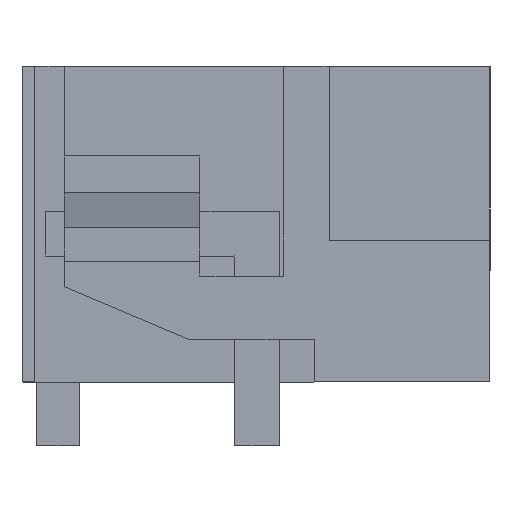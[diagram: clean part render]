
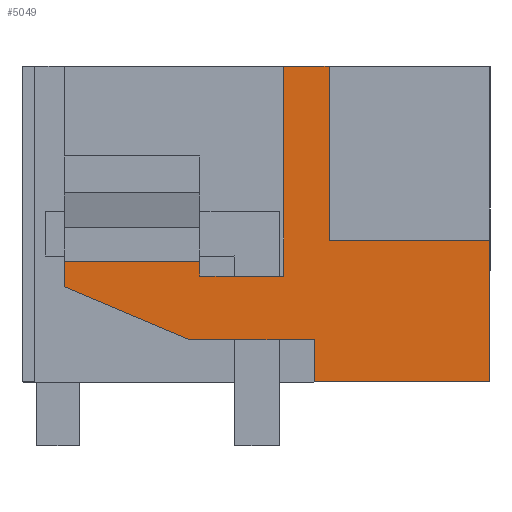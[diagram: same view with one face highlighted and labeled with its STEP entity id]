
A CAD part, left-side view. The second image highlights one B-rep face of the part: STEP entity #5049.
In plain terms, the highlighted planar face has unit normal (-1, 0, 0).
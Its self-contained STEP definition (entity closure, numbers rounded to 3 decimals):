
#4975=AXIS2_PLACEMENT_3D('Plane Axis2P3D',#4972,#4973,#4974) ;
#2521=CARTESIAN_POINT('Vertex',(0.,4.875,8.95)) ;
#2524=CARTESIAN_POINT('Line Origine',(0.,4.338,8.95)) ;
#2528=CARTESIAN_POINT('Vertex',(0.,3.8,8.95)) ;
#3117=CARTESIAN_POINT('Vertex',(0.,0.,1.5)) ;
#3120=CARTESIAN_POINT('Line Origine',(0.,2.075,1.5)) ;
#3124=CARTESIAN_POINT('Vertex',(0.,4.15,1.5)) ;
#4778=CARTESIAN_POINT('Vertex',(0.,10.05,3.75)) ;
#4781=CARTESIAN_POINT('Line Origine',(0.,10.05,4.05)) ;
#4785=CARTESIAN_POINT('Vertex',(0.,10.05,4.35)) ;
#4957=CARTESIAN_POINT('Vertex',(0.,4.875,4.)) ;
#4960=CARTESIAN_POINT('Line Origine',(0.,4.875,6.475)) ;
#4972=CARTESIAN_POINT('Axis2P3D Location',(0.,11.05,-1.7)) ;
#4977=CARTESIAN_POINT('Line Origine',(0.,5.863,4.)) ;
#4981=CARTESIAN_POINT('Vertex',(0.,6.85,4.)) ;
#4984=CARTESIAN_POINT('Line Origine',(0.,6.85,4.175)) ;
#4988=CARTESIAN_POINT('Vertex',(0.,6.85,4.35)) ;
#4991=CARTESIAN_POINT('Line Origine',(0.,8.45,4.35)) ;
#4996=CARTESIAN_POINT('Line Origine',(0.,8.571,3.123)) ;
#5000=CARTESIAN_POINT('Vertex',(0.,7.092,2.497)) ;
#5003=CARTESIAN_POINT('Line Origine',(0.,5.621,2.497)) ;
#5007=CARTESIAN_POINT('Vertex',(0.,4.15,2.497)) ;
#5010=CARTESIAN_POINT('Line Origine',(0.,4.15,1.998)) ;
#5015=CARTESIAN_POINT('Line Origine',(0.,0.,3.175)) ;
#5019=CARTESIAN_POINT('Vertex',(0.,0.,4.85)) ;
#5022=CARTESIAN_POINT('Line Origine',(0.,1.9,4.85)) ;
#5026=CARTESIAN_POINT('Vertex',(0.,3.8,4.85)) ;
#5029=CARTESIAN_POINT('Line Origine',(0.,3.8,6.9)) ;
#2525=DIRECTION('Vector Direction',(0.,-1.,0.)) ;
#3121=DIRECTION('Vector Direction',(0.,1.,0.)) ;
#4782=DIRECTION('Vector Direction',(0.,0.,-1.)) ;
#4961=DIRECTION('Vector Direction',(0.,0.,1.)) ;
#4973=DIRECTION('Axis2P3D Direction',(-1.,0.,0.)) ;
#4974=DIRECTION('Axis2P3D XDirection',(0.,-1.,0.)) ;
#4978=DIRECTION('Vector Direction',(0.,1.,0.)) ;
#4985=DIRECTION('Vector Direction',(0.,0.,1.)) ;
#4992=DIRECTION('Vector Direction',(0.,1.,0.)) ;
#4997=DIRECTION('Vector Direction',(0.,0.921,0.39)) ;
#5004=DIRECTION('Vector Direction',(0.,-1.,0.)) ;
#5011=DIRECTION('Vector Direction',(0.,0.,-1.)) ;
#5016=DIRECTION('Vector Direction',(0.,0.,-1.)) ;
#5023=DIRECTION('Vector Direction',(0.,1.,0.)) ;
#5030=DIRECTION('Vector Direction',(0.,0.,-1.)) ;
#2526=VECTOR('Line Direction',#2525,1.) ;
#3122=VECTOR('Line Direction',#3121,1.) ;
#4783=VECTOR('Line Direction',#4782,1.) ;
#4962=VECTOR('Line Direction',#4961,1.) ;
#4979=VECTOR('Line Direction',#4978,1.) ;
#4986=VECTOR('Line Direction',#4985,1.) ;
#4993=VECTOR('Line Direction',#4992,1.) ;
#4998=VECTOR('Line Direction',#4997,1.) ;
#5005=VECTOR('Line Direction',#5004,1.) ;
#5012=VECTOR('Line Direction',#5011,1.) ;
#5017=VECTOR('Line Direction',#5016,1.) ;
#5024=VECTOR('Line Direction',#5023,1.) ;
#5031=VECTOR('Line Direction',#5030,1.) ;
#5035=ORIENTED_EDGE('',*,*,#2530,.T.) ;
#5036=ORIENTED_EDGE('',*,*,#4964,.T.) ;
#5037=ORIENTED_EDGE('',*,*,#4983,.T.) ;
#5038=ORIENTED_EDGE('',*,*,#4990,.T.) ;
#5039=ORIENTED_EDGE('',*,*,#4995,.T.) ;
#5040=ORIENTED_EDGE('',*,*,#4787,.T.) ;
#5041=ORIENTED_EDGE('',*,*,#5002,.T.) ;
#5042=ORIENTED_EDGE('',*,*,#5009,.T.) ;
#5043=ORIENTED_EDGE('',*,*,#5014,.T.) ;
#5044=ORIENTED_EDGE('',*,*,#3126,.T.) ;
#5045=ORIENTED_EDGE('',*,*,#5021,.T.) ;
#5046=ORIENTED_EDGE('',*,*,#5028,.F.) ;
#5047=ORIENTED_EDGE('',*,*,#5033,.F.) ;
#5049=ADVANCED_FACE('HOUSING',(#5048),#4976,.T.) ;
#2530=EDGE_CURVE('',#2529,#2522,#2527,.F.) ;
#3126=EDGE_CURVE('',#3125,#3118,#3123,.F.) ;
#4787=EDGE_CURVE('',#4786,#4779,#4784,.T.) ;
#4964=EDGE_CURVE('',#2522,#4958,#4963,.F.) ;
#4983=EDGE_CURVE('',#4958,#4982,#4980,.T.) ;
#4990=EDGE_CURVE('',#4982,#4989,#4987,.T.) ;
#4995=EDGE_CURVE('',#4989,#4786,#4994,.T.) ;
#5002=EDGE_CURVE('',#4779,#5001,#4999,.F.) ;
#5009=EDGE_CURVE('',#5001,#5008,#5006,.T.) ;
#5014=EDGE_CURVE('',#5008,#3125,#5013,.T.) ;
#5021=EDGE_CURVE('',#3118,#5020,#5018,.F.) ;
#5028=EDGE_CURVE('',#5027,#5020,#5025,.F.) ;
#5033=EDGE_CURVE('',#2529,#5027,#5032,.T.) ;
#5034=EDGE_LOOP('',(#5035,#5036,#5037,#5038,#5039,#5040,#5041,#5042,#5043,#5044,#5045,#5046,#5047)) ;
#5048=FACE_OUTER_BOUND('',#5034,.T.) ;
#2527=LINE('Line',#2524,#2526) ;
#3123=LINE('Line',#3120,#3122) ;
#4784=LINE('Line',#4781,#4783) ;
#4963=LINE('Line',#4960,#4962) ;
#4980=LINE('Line',#4977,#4979) ;
#4987=LINE('Line',#4984,#4986) ;
#4994=LINE('Line',#4991,#4993) ;
#4999=LINE('Line',#4996,#4998) ;
#5006=LINE('Line',#5003,#5005) ;
#5013=LINE('Line',#5010,#5012) ;
#5018=LINE('Line',#5015,#5017) ;
#5025=LINE('Line',#5022,#5024) ;
#5032=LINE('Line',#5029,#5031) ;
#4976=PLANE('',#4975) ;
#2522=VERTEX_POINT('',#2521) ;
#2529=VERTEX_POINT('',#2528) ;
#3118=VERTEX_POINT('',#3117) ;
#3125=VERTEX_POINT('',#3124) ;
#4779=VERTEX_POINT('',#4778) ;
#4786=VERTEX_POINT('',#4785) ;
#4958=VERTEX_POINT('',#4957) ;
#4982=VERTEX_POINT('',#4981) ;
#4989=VERTEX_POINT('',#4988) ;
#5001=VERTEX_POINT('',#5000) ;
#5008=VERTEX_POINT('',#5007) ;
#5020=VERTEX_POINT('',#5019) ;
#5027=VERTEX_POINT('',#5026) ;
